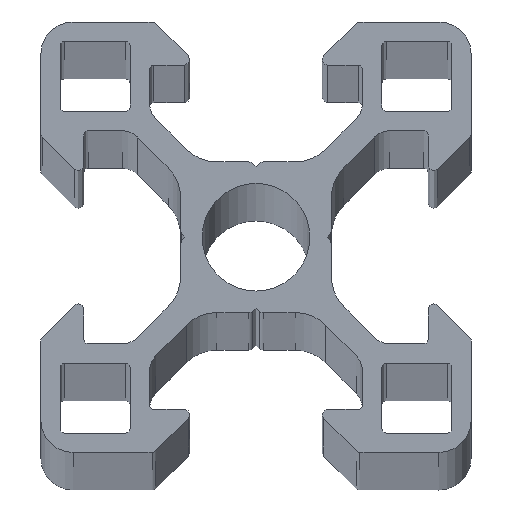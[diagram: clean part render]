
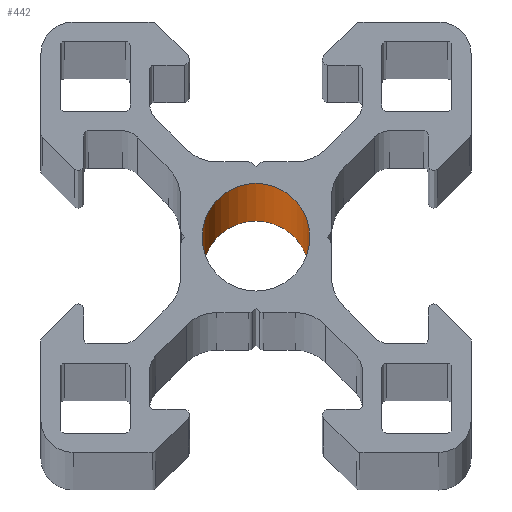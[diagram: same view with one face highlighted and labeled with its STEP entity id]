
A CAD part, top view. The second image highlights one B-rep face of the part: STEP entity #442.
In plain terms, the highlighted cylindrical face has radius 2.5 mm (diameter 5 mm), a partial arc.
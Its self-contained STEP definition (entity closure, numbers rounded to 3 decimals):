
#2 = AXIS2_PLACEMENT_3D ( 'NONE', #1834, #1003, #254 ) ;
#254 = DIRECTION ( 'NONE',  ( 1., 0., 0. ) ) ;
#320 = CYLINDRICAL_SURFACE ( 'NONE', #1688, 2.5 ) ;
#442 = ADVANCED_FACE ( 'NONE', ( #4601 ), #320, .F. ) ;
#470 = CARTESIAN_POINT ( 'NONE',  ( -2.5, 0., 1000. ) ) ;
#841 = EDGE_CURVE ( 'NONE', #1915, #4029, #2364, .T. ) ;
#899 = CARTESIAN_POINT ( 'NONE',  ( 2.5, 0., 1000. ) ) ;
#922 = CARTESIAN_POINT ( 'NONE',  ( 0., 0., 0. ) ) ;
#943 = CARTESIAN_POINT ( 'NONE',  ( 0., 0., 1000. ) ) ;
#996 = DIRECTION ( 'NONE',  ( -1., 0., 0. ) ) ;
#1003 = DIRECTION ( 'NONE',  ( 0., 0., 1. ) ) ;
#1307 = DIRECTION ( 'NONE',  ( 0., 0., 1. ) ) ;
#1379 = ORIENTED_EDGE ( 'NONE', *, *, #1470, .T. ) ;
#1470 = EDGE_CURVE ( 'NONE', #1915, #4638, #1754, .T. ) ;
#1688 = AXIS2_PLACEMENT_3D ( 'NONE', #943, #4829, #996 ) ;
#1737 = AXIS2_PLACEMENT_3D ( 'NONE', #922, #1307, #1820 ) ;
#1754 = CIRCLE ( 'NONE', #2, 2.5 ) ;
#1820 = DIRECTION ( 'NONE',  ( 1., 0., 0. ) ) ;
#1834 = CARTESIAN_POINT ( 'NONE',  ( 0., 0., 1000. ) ) ;
#1915 = VERTEX_POINT ( 'NONE', #2133 ) ;
#2016 = CARTESIAN_POINT ( 'NONE',  ( -2.5, 0., 1000. ) ) ;
#2133 = CARTESIAN_POINT ( 'NONE',  ( 2.5, 0., 1000. ) ) ;
#2185 = VECTOR ( 'NONE', #3591, 1000. ) ;
#2350 = ORIENTED_EDGE ( 'NONE', *, *, #2945, .F. ) ;
#2364 = LINE ( 'NONE', #899, #3405 ) ;
#2392 = EDGE_CURVE ( 'NONE', #4638, #4149, #3510, .T. ) ;
#2945 = EDGE_CURVE ( 'NONE', #4029, #4149, #4778, .T. ) ;
#3011 = ORIENTED_EDGE ( 'NONE', *, *, #841, .F. ) ;
#3171 = DIRECTION ( 'NONE',  ( 0., 0., -1. ) ) ;
#3405 = VECTOR ( 'NONE', #3171, 1000. ) ;
#3510 = LINE ( 'NONE', #2016, #2185 ) ;
#3538 = ORIENTED_EDGE ( 'NONE', *, *, #2392, .T. ) ;
#3591 = DIRECTION ( 'NONE',  ( 0., 0., -1. ) ) ;
#3668 = EDGE_LOOP ( 'NONE', ( #3011, #1379, #3538, #2350 ) ) ;
#4029 = VERTEX_POINT ( 'NONE', #4336 ) ;
#4149 = VERTEX_POINT ( 'NONE', #4445 ) ;
#4336 = CARTESIAN_POINT ( 'NONE',  ( 2.5, 0., 0. ) ) ;
#4445 = CARTESIAN_POINT ( 'NONE',  ( -2.5, 0., 0. ) ) ;
#4601 = FACE_OUTER_BOUND ( 'NONE', #3668, .T. ) ;
#4638 = VERTEX_POINT ( 'NONE', #470 ) ;
#4778 = CIRCLE ( 'NONE', #1737, 2.5 ) ;
#4829 = DIRECTION ( 'NONE',  ( 0., 0., -1. ) ) ;
